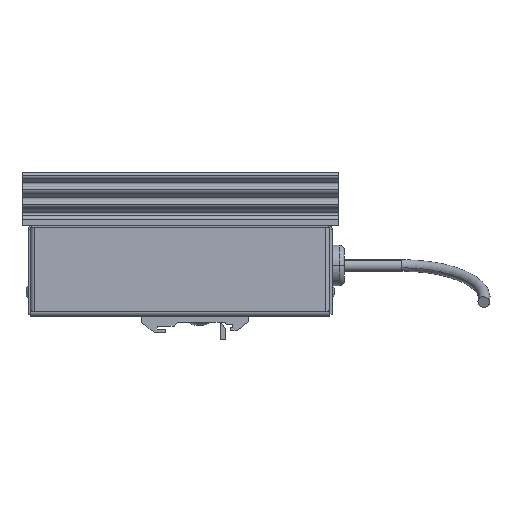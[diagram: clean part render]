
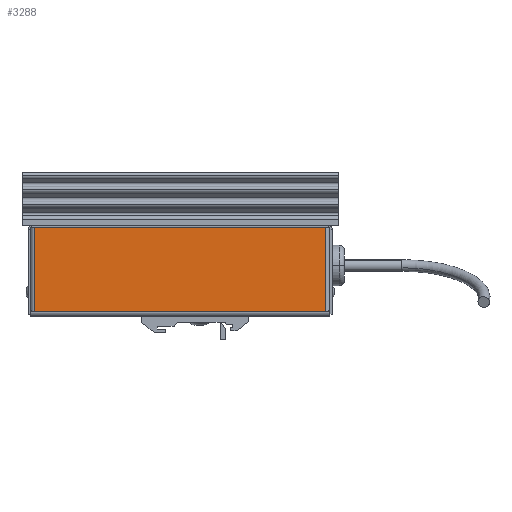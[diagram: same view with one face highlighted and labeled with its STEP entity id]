
A CAD part, left-side view. The second image highlights one B-rep face of the part: STEP entity #3288.
In plain terms, the highlighted planar face has unit normal (-1, 0, 0).
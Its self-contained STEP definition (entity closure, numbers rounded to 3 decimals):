
#1266 = CARTESIAN_POINT ( 'NONE',  ( 0., 140., 42. ) ) ;
#1270 = CARTESIAN_POINT ( 'NONE',  ( 0., 2., 2. ) ) ;
#1274 = CARTESIAN_POINT ( 'NONE',  ( 0., 140., 2. ) ) ;
#1277 = CARTESIAN_POINT ( 'NONE',  ( 0., 2., 42. ) ) ;
#1757 = EDGE_CURVE ( 'NONE', #2411, #2410, #9391, .T. ) ;
#1758 = EDGE_CURVE ( 'NONE', #2409, #2410, #9409, .T. ) ;
#1759 = EDGE_CURVE ( 'NONE', #2442, #2409, #9395, .T. ) ;
#1760 = EDGE_CURVE ( 'NONE', #2411, #2442, #9417, .T. ) ;
#2409 = VERTEX_POINT ( 'NONE', #1270 ) ;
#2410 = VERTEX_POINT ( 'NONE', #1277 ) ;
#2411 = VERTEX_POINT ( 'NONE', #1266 ) ;
#2442 = VERTEX_POINT ( 'NONE', #1274 ) ;
#3288 = ADVANCED_FACE ( 'NONE', ( #10018 ), #5221, .T. ) ;
#4354 = EDGE_LOOP ( 'NONE', ( #5148, #5146, #5142, #5140 ) ) ;
#5140 = ORIENTED_EDGE ( 'NONE', *, *, #1760, .T. ) ;
#5142 = ORIENTED_EDGE ( 'NONE', *, *, #1757, .F. ) ;
#5146 = ORIENTED_EDGE ( 'NONE', *, *, #1758, .T. ) ;
#5148 = ORIENTED_EDGE ( 'NONE', *, *, #1759, .T. ) ;
#5216 = CARTESIAN_POINT ( 'NONE',  ( 0., 0., 1. ) ) ;
#5221 = PLANE ( 'NONE',  #13701 ) ;
#5226 = DIRECTION ( 'NONE',  ( -1., 0., 0. ) ) ;
#5227 = DIRECTION ( 'NONE',  ( 0., 0., 1. ) ) ;
#9391 = LINE ( 'NONE', #13316, #9405 ) ;
#9395 = LINE ( 'NONE', #13388, #9413 ) ;
#9405 = VECTOR ( 'NONE', #13376, 1000. ) ;
#9409 = LINE ( 'NONE', #13348, #9411 ) ;
#9411 = VECTOR ( 'NONE', #13363, 1000. ) ;
#9413 = VECTOR ( 'NONE', #13351, 1000. ) ;
#9417 = LINE ( 'NONE', #13366, #9419 ) ;
#9419 = VECTOR ( 'NONE', #13338, 1000. ) ;
#10018 = FACE_OUTER_BOUND ( 'NONE', #4354, .T. ) ;
#13316 = CARTESIAN_POINT ( 'NONE',  ( 0., 0., 42. ) ) ;
#13338 = DIRECTION ( 'NONE',  ( 0., 0., -1. ) ) ;
#13348 = CARTESIAN_POINT ( 'NONE',  ( 0., 2., 2. ) ) ;
#13351 = DIRECTION ( 'NONE',  ( 0., -1., 0. ) ) ;
#13363 = DIRECTION ( 'NONE',  ( 0., 0., 1. ) ) ;
#13366 = CARTESIAN_POINT ( 'NONE',  ( 0., 140., 42. ) ) ;
#13376 = DIRECTION ( 'NONE',  ( 0., -1., 0. ) ) ;
#13388 = CARTESIAN_POINT ( 'NONE',  ( 0., 0., 2. ) ) ;
#13701 = AXIS2_PLACEMENT_3D ( 'NONE', #5216, #5226, #5227 ) ;
